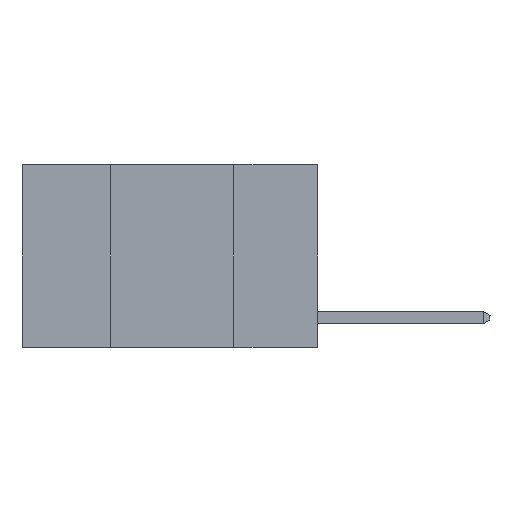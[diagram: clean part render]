
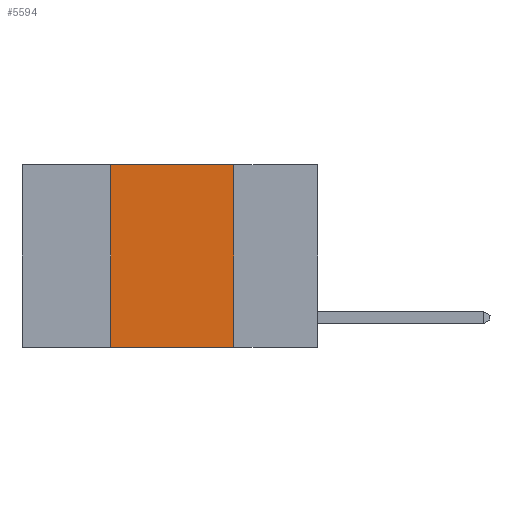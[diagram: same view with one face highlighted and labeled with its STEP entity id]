
A CAD part, left-side view. The second image highlights one B-rep face of the part: STEP entity #5594.
In plain terms, the highlighted planar face has unit normal (-1, 0, 0).
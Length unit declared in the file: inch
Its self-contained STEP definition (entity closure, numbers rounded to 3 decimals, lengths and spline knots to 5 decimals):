
#70 = VERTEX_POINT ( 'NONE', #5025 ) ;
#149 = CARTESIAN_POINT ( 'NONE',  ( 0., 0.42, -0.37 ) ) ;
#593 = EDGE_CURVE ( 'NONE', #11146, #70, #11839, .T. ) ;
#930 = LINE ( 'NONE', #3620, #7085 ) ;
#1287 = DIRECTION ( 'NONE',  ( 0., 0., -1. ) ) ;
#1473 = VERTEX_POINT ( 'NONE', #10143 ) ;
#1504 = EDGE_CURVE ( 'NONE', #11146, #3609, #930, .T. ) ;
#1816 = ORIENTED_EDGE ( 'NONE', *, *, #593, .F. ) ;
#2296 = EDGE_CURVE ( 'NONE', #1473, #3609, #11016, .T. ) ;
#2327 = AXIS2_PLACEMENT_3D ( 'NONE', #11578, #8792, #1287 ) ;
#2784 = CARTESIAN_POINT ( 'NONE',  ( 0., 0.6, 0. ) ) ;
#2891 = ORIENTED_EDGE ( 'NONE', *, *, #2296, .F. ) ;
#3492 = EDGE_LOOP ( 'NONE', ( #2891, #5271, #1816, #11209 ) ) ;
#3584 = CARTESIAN_POINT ( 'NONE',  ( 0., 0.17, -0.37 ) ) ;
#3609 = VERTEX_POINT ( 'NONE', #3584 ) ;
#3620 = CARTESIAN_POINT ( 'NONE',  ( 0., 0.6, -0.37 ) ) ;
#4153 = EDGE_CURVE ( 'NONE', #70, #1473, #8545, .T. ) ;
#4159 = VECTOR ( 'NONE', #8283, 39.37008 ) ;
#4775 = VECTOR ( 'NONE', #10000, 39.37008 ) ;
#4954 = PLANE ( 'NONE',  #2327 ) ;
#5025 = CARTESIAN_POINT ( 'NONE',  ( 0., 0.42, 0. ) ) ;
#5271 = ORIENTED_EDGE ( 'NONE', *, *, #4153, .F. ) ;
#5594 = ADVANCED_FACE ( 'NONE', ( #5901 ), #4954, .F. ) ;
#5901 = FACE_OUTER_BOUND ( 'NONE', #3492, .T. ) ;
#7085 = VECTOR ( 'NONE', #10991, 39.37008 ) ;
#7231 = CARTESIAN_POINT ( 'NONE',  ( 0., 0.17, 0. ) ) ;
#8223 = CARTESIAN_POINT ( 'NONE',  ( 0., 0.42, 0. ) ) ;
#8283 = DIRECTION ( 'NONE',  ( 0., 0., 1. ) ) ;
#8545 = LINE ( 'NONE', #2784, #9268 ) ;
#8792 = DIRECTION ( 'NONE',  ( 1., 0., 0. ) ) ;
#9214 = DIRECTION ( 'NONE',  ( 0., -1., 0. ) ) ;
#9268 = VECTOR ( 'NONE', #9214, 39.37008 ) ;
#10000 = DIRECTION ( 'NONE',  ( 0., 0., -1. ) ) ;
#10143 = CARTESIAN_POINT ( 'NONE',  ( 0., 0.17, 0. ) ) ;
#10991 = DIRECTION ( 'NONE',  ( 0., -1., 0. ) ) ;
#11016 = LINE ( 'NONE', #7231, #4775 ) ;
#11146 = VERTEX_POINT ( 'NONE', #149 ) ;
#11209 = ORIENTED_EDGE ( 'NONE', *, *, #1504, .T. ) ;
#11578 = CARTESIAN_POINT ( 'NONE',  ( 0., 0.6, 0. ) ) ;
#11839 = LINE ( 'NONE', #8223, #4159 ) ;
